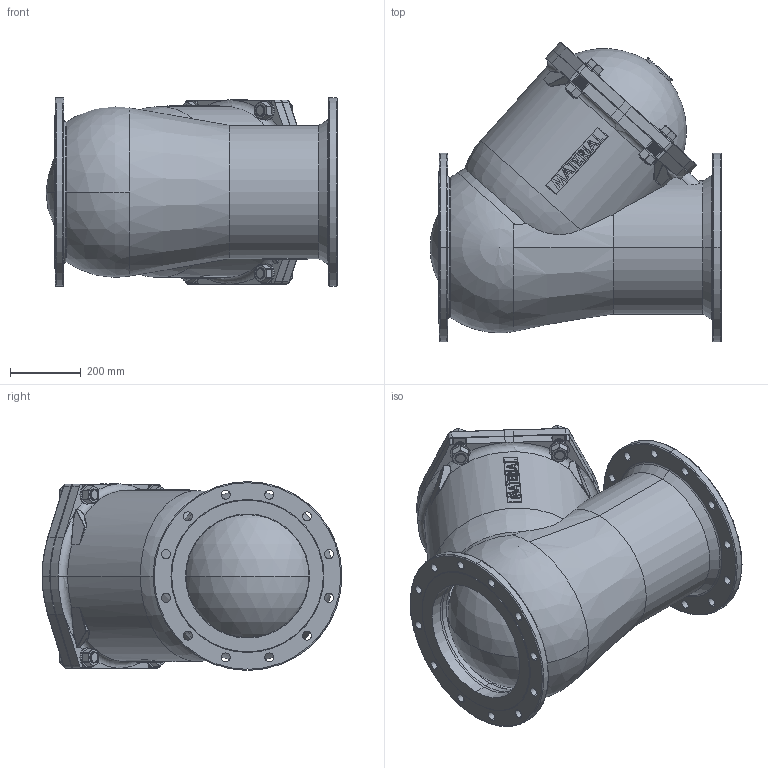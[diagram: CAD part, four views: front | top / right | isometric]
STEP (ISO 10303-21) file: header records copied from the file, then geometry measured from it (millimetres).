
FILE_DESCRIPTION (( 'STEP AP203' ), '1' );
FILE_NAME ('DN 350 ANSI150.STEP', '2017-04-24T15:20:24', ( '' ), ( '' ), 'SwSTEP 2.0', 'SolidWorks 2017', '' );
FILE_SCHEMA (( 'CONFIG_CONTROL_DESIGN' ));
Length unit declared in the file: millimetre
Products named in the file (1): DN 350 ANSI150
Bounding box: 824 x 846.24 x 532.95 mm (x, y, z)
Volume: 69985039.6 mm3; surface area: 4529200.6 mm2
Topology: 11 solids, 11 shells, 1231 faces, 3305 edges, 2124 vertices
Faces by surface type: cylinder 743, plane 255, torus 101, bspline 95, cone 19, sphere 18
Entity records: 82694 total; most frequent: CARTESIAN_POINT 55027, ORIENTED_EDGE 6540, DIRECTION 5048, EDGE_CURVE 3270, VERTEX_POINT 2111, AXIS2_PLACEMENT_3D 1890, EDGE_LOOP 1345, VECTOR 1268
